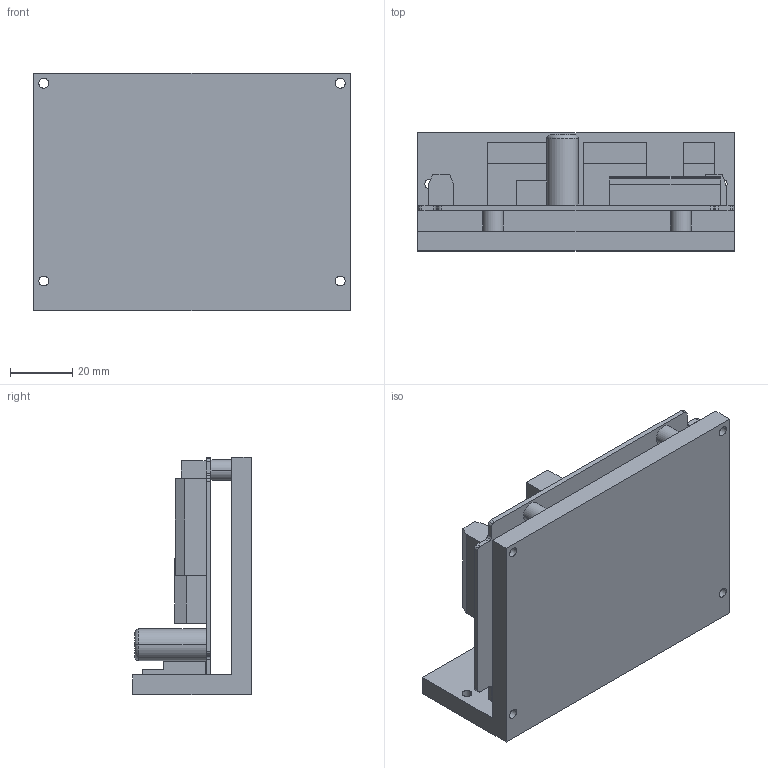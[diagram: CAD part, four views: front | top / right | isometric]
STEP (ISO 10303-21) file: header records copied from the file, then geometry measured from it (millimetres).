
FILE_DESCRIPTION (( 'STEP AP214' ), '1' );
FILE_NAME ('STP-DRV-4035.STEP', '2014-09-23T15:12:08', ( '' ), ( '' ), 'SwSTEP 2.0', 'SolidWorks 2014', '' );
FILE_SCHEMA (( 'AUTOMOTIVE_DESIGN' ));
Length unit declared in the file: inch
Products named in the file (1): STP-DRV-4035
Bounding box: 101.6 x 38.1 x 76.2 mm (x, y, z)
Volume: 97464.7 mm3; surface area: 43451.9 mm2
Topology: 1 solids, 1 shells, 115 faces, 310 edges, 206 vertices
Faces by surface type: plane 71, cylinder 42, torus 2
Entity records: 3688 total; most frequent: CARTESIAN_POINT 632, DIRECTION 630, ORIENTED_EDGE 620, EDGE_CURVE 310, VECTOR 222, LINE 222, VERTEX_POINT 206, AXIS2_PLACEMENT_3D 204
